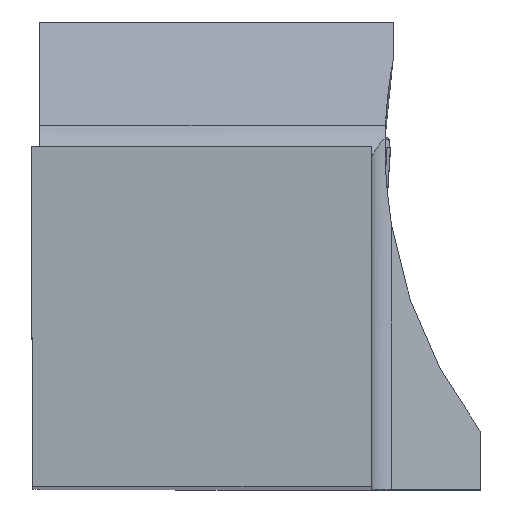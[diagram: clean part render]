
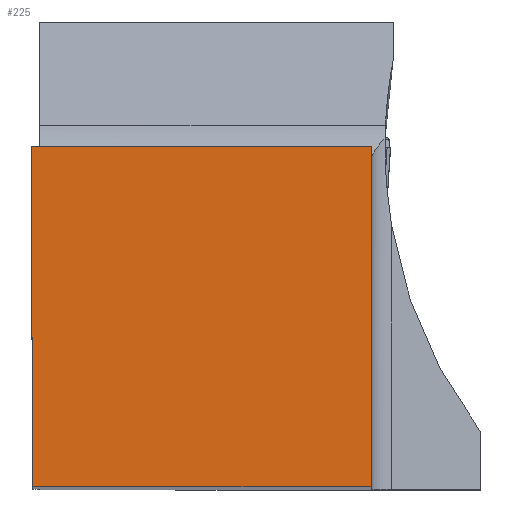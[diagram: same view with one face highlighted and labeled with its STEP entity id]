
A CAD part, top view. The second image highlights one B-rep face of the part: STEP entity #225.
In plain terms, the highlighted planar face has unit normal (0, 0, 1).
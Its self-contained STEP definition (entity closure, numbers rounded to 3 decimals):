
#165=PLANE('',#2123);
#225=ADVANCED_FACE('CU_BACK_SU1',(#358),#165,.F.);
#358=FACE_OUTER_BOUND('',#468,.T.);
#468=EDGE_LOOP('',(#1061,#1062,#1063,#1064));
#678=LINE('',#2910,#818);
#681=LINE('',#2920,#821);
#705=LINE('',#3035,#845);
#706=LINE('',#3037,#846);
#818=VECTOR('',#2311,1.);
#821=VECTOR('',#2320,1.);
#845=VECTOR('',#2382,1.);
#846=VECTOR('',#2383,1.);
#1061=ORIENTED_EDGE('',*,*,#1788,.T.);
#1062=ORIENTED_EDGE('',*,*,#1789,.F.);
#1063=ORIENTED_EDGE('',*,*,#1752,.T.);
#1064=ORIENTED_EDGE('',*,*,#1747,.T.);
#1553=VERTEX_POINT('',#2908);
#1555=VERTEX_POINT('',#2911);
#1559=VERTEX_POINT('',#2921);
#1580=VERTEX_POINT('',#3036);
#1747=EDGE_CURVE('',#1555,#1553,#678,.T.);
#1752=EDGE_CURVE('',#1559,#1555,#681,.T.);
#1788=EDGE_CURVE('',#1553,#1580,#705,.T.);
#1789=EDGE_CURVE('',#1559,#1580,#706,.T.);
#2123=AXIS2_PLACEMENT_3D('',#3038,#2384,#2385);
#2311=DIRECTION('',(0.004,-1.,0.));
#2320=DIRECTION('',(-1.,0.,0.));
#2382=DIRECTION('',(1.,0.,0.));
#2383=DIRECTION('',(0.,-1.,0.));
#2384=DIRECTION('',(0.,0.,-1.));
#2385=DIRECTION('',(0.,-1.,0.));
#2908=CARTESIAN_POINT('',(0.087,0.,0.));
#2910=CARTESIAN_POINT('',(-0.088,39.975,0.));
#2911=CARTESIAN_POINT('',(0.,19.875,0.));
#2920=CARTESIAN_POINT('',(-22.994,19.875,0.));
#2921=CARTESIAN_POINT('',(19.875,19.875,0.));
#3035=CARTESIAN_POINT('',(-22.994,0.,0.));
#3036=CARTESIAN_POINT('',(19.875,0.,0.));
#3037=CARTESIAN_POINT('',(19.875,39.875,0.));
#3038=CARTESIAN_POINT('',(-22.994,39.875,0.));
